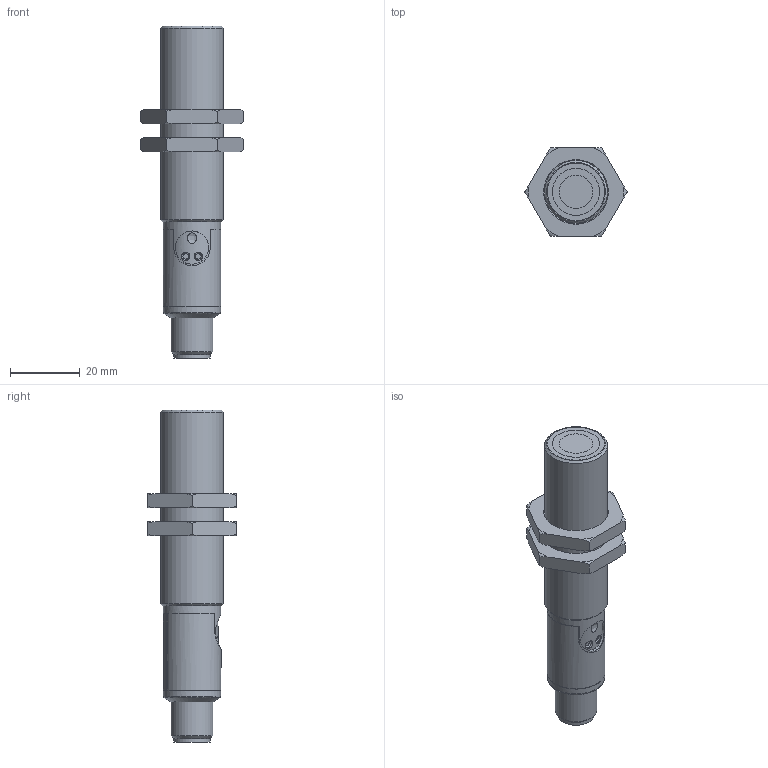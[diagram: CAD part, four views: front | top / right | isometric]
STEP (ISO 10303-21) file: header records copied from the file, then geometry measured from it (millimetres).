
FILE_DESCRIPTION (( 'STEP AP214' ), '1' );
FILE_NAME ('OPT2209.STEP', '2023-03-21T09:21:42', ( '' ), ( '' ), 'SwSTEP 2.0', 'SolidWorks 2021', '' );
FILE_SCHEMA (( 'AUTOMOTIVE_DESIGN' ));
Length unit declared in the file: inch
Products named in the file (1): OPT2209
Bounding box: 29.28 x 25.36 x 95 mm (x, y, z)
Volume: 23334.9 mm3; surface area: 8383.9 mm2
Topology: 3 solids, 7 shells, 137 faces, 323 edges, 216 vertices
Faces by surface type: plane 48, cylinder 44, torus 24, cone 14, bspline 7
Full cylindrical faces by diameter (mm): 1 x5, 2.4 x2, 3.8 x1, 4.5 x1, 8.3 x1, 9.5 x1, 9.6 x1, 10.5 x1, 12 x1, 13.462 x1, 13.463 x1, 16.4 x2, 17.5 x2, 18 x1
Entity records: 4993 total; most frequent: CARTESIAN_POINT 2201, DIRECTION 536, ORIENTED_EDGE 506, EDGE_CURVE 253, AXIS2_PLACEMENT_3D 229, EDGE_LOOP 200, VERTEX_POINT 189, FACE_OUTER_BOUND 164
